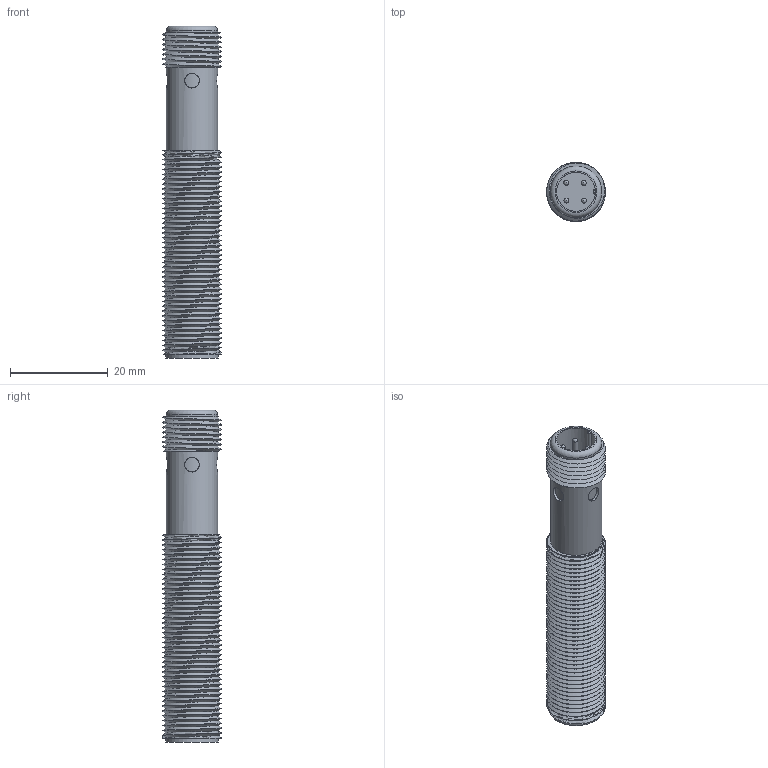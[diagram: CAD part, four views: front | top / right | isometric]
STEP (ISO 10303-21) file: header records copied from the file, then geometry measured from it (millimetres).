
FILE_DESCRIPTION(/* description */ (''),/* implementation_level */ '2;1');
FILE_NAME(/* name */ 'M12_B_STECKER_I1SF-M1204N-OEU4.stp',/* time_stamp */ '2021-08-12T07:23:58+02:00',/* author */ ('S. Sandt'),/* organization */ ('di-soric GmbH & Co. KG'),/* preprocessor_version */ 'ST-DEVELOPER v18.1',/* originating_system */ 'Autodesk Inventor 2021',/* authorisation */ '');
FILE_SCHEMA (('AUTOMOTIVE_DESIGN { 1 0 10303 214 3 1 1 }'));
Length unit declared in the file: millimetre
Products named in the file (1): Bauteil42
Bounding box: 12.04 x 12.04 x 68 mm (x, y, z)
Volume: 2590.3 mm3; surface area: 5611.5 mm2
Topology: 1 solids, 3 shells, 93 faces, 226 edges, 151 vertices
Faces by surface type: cylinder 64, plane 19, bspline 4, sphere 4, torus 2
Full cylindrical faces by diameter (mm): 1 x4, 3 x4, 8 x2, 9.4 x1, 10.2 x1, 10.5 x1, 10.538 x1, 10.8 x1, 12 x41
Entity records: 10873 total; most frequent: CARTESIAN_POINT 8857, ORIENTED_EDGE 444, DIRECTION 333, EDGE_CURVE 222, VERTEX_POINT 151, AXIS2_PLACEMENT_3D 135, B_SPLINE_CURVE_WITH_KNOTS 111, EDGE_LOOP 109
